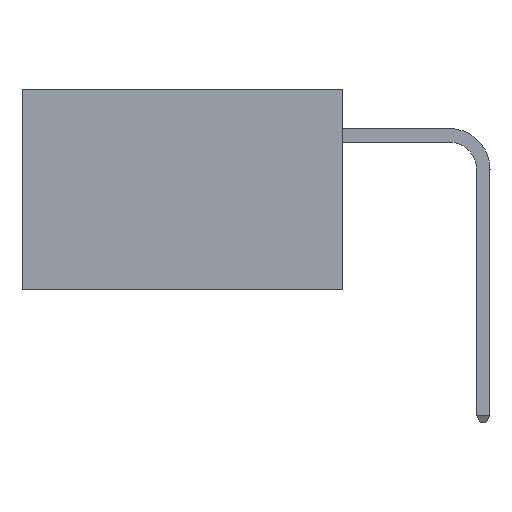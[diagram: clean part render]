
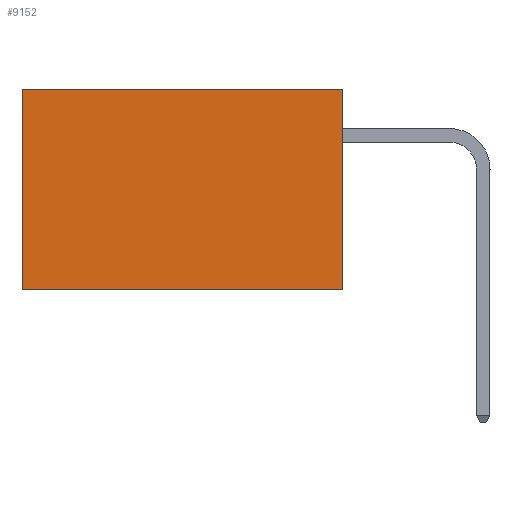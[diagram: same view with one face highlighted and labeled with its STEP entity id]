
A CAD part, left-side view. The second image highlights one B-rep face of the part: STEP entity #9152.
In plain terms, the highlighted planar face has unit normal (-1, 0, 0).
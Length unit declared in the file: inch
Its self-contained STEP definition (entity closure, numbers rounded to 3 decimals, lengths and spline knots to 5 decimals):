
#90 = DIRECTION ( 'NONE',  ( 0., 0., -1. ) ) ;
#647 = CARTESIAN_POINT ( 'NONE',  ( 0.277, 0., 0. ) ) ;
#1424 = EDGE_CURVE ( 'NONE', #16396, #10754, #11217, .T. ) ;
#1749 = FACE_OUTER_BOUND ( 'NONE', #6377, .T. ) ;
#2378 = CARTESIAN_POINT ( 'NONE',  ( 0.277, 0., -0.37 ) ) ;
#2852 = ORIENTED_EDGE ( 'NONE', *, *, #12062, .F. ) ;
#3351 = DIRECTION ( 'NONE',  ( 0., 1., 0. ) ) ;
#3497 = CARTESIAN_POINT ( 'NONE',  ( 0.277, 0.59, -0.37 ) ) ;
#3537 = LINE ( 'NONE', #11151, #12149 ) ;
#6064 = DIRECTION ( 'NONE',  ( 0., 0., -1. ) ) ;
#6377 = EDGE_LOOP ( 'NONE', ( #6557, #8145, #2852, #10152 ) ) ;
#6557 = ORIENTED_EDGE ( 'NONE', *, *, #17964, .T. ) ;
#6689 = VECTOR ( 'NONE', #3351, 39.37008 ) ;
#6787 = LINE ( 'NONE', #17599, #10256 ) ;
#6890 = DIRECTION ( 'NONE',  ( 1., 0., 0. ) ) ;
#6933 = CARTESIAN_POINT ( 'NONE',  ( 0.277, 0., -0.37 ) ) ;
#6959 = PLANE ( 'NONE',  #15985 ) ;
#8145 = ORIENTED_EDGE ( 'NONE', *, *, #18643, .F. ) ;
#8913 = VECTOR ( 'NONE', #20926, 39.37008 ) ;
#9152 = ADVANCED_FACE ( 'NONE', ( #1749 ), #6959, .F. ) ;
#9715 = VERTEX_POINT ( 'NONE', #18109 ) ;
#10152 = ORIENTED_EDGE ( 'NONE', *, *, #1424, .T. ) ;
#10256 = VECTOR ( 'NONE', #20888, 39.37008 ) ;
#10754 = VERTEX_POINT ( 'NONE', #15492 ) ;
#11151 = CARTESIAN_POINT ( 'NONE',  ( 0.277, 0., -0.37 ) ) ;
#11217 = LINE ( 'NONE', #647, #6689 ) ;
#11339 = VERTEX_POINT ( 'NONE', #3497 ) ;
#12062 = EDGE_CURVE ( 'NONE', #16396, #9715, #3537, .T. ) ;
#12149 = VECTOR ( 'NONE', #6064, 39.37008 ) ;
#15492 = CARTESIAN_POINT ( 'NONE',  ( 0.277, 0.59, 0. ) ) ;
#15985 = AXIS2_PLACEMENT_3D ( 'NONE', #6933, #6890, #90 ) ;
#16396 = VERTEX_POINT ( 'NONE', #20378 ) ;
#17599 = CARTESIAN_POINT ( 'NONE',  ( 0.277, 0.59, -0.37 ) ) ;
#17800 = LINE ( 'NONE', #2378, #8913 ) ;
#17964 = EDGE_CURVE ( 'NONE', #10754, #11339, #6787, .T. ) ;
#18109 = CARTESIAN_POINT ( 'NONE',  ( 0.277, 0., -0.37 ) ) ;
#18643 = EDGE_CURVE ( 'NONE', #9715, #11339, #17800, .T. ) ;
#20378 = CARTESIAN_POINT ( 'NONE',  ( 0.277, 0., 0. ) ) ;
#20888 = DIRECTION ( 'NONE',  ( 0., 0., -1. ) ) ;
#20926 = DIRECTION ( 'NONE',  ( 0., 1., 0. ) ) ;
